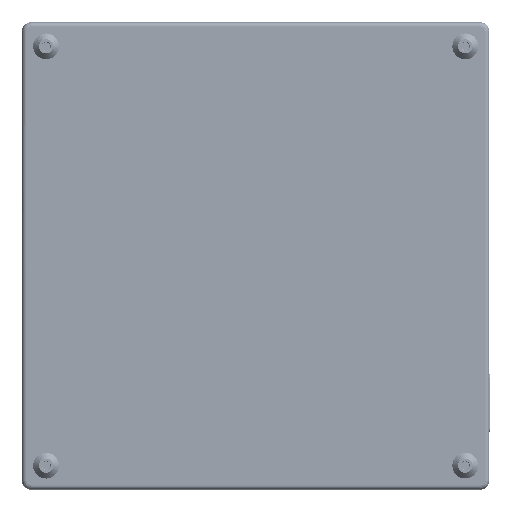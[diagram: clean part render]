
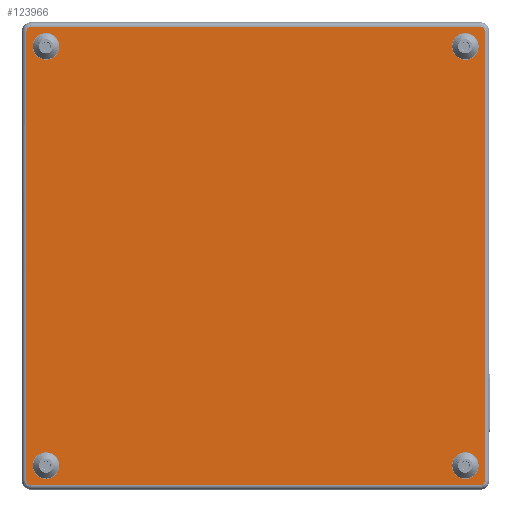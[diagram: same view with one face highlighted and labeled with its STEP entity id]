
A CAD part, front view. The second image highlights one B-rep face of the part: STEP entity #123966.
In plain terms, the highlighted free-form (B-spline) face has degree [1, 1] with [2, 2] control points.
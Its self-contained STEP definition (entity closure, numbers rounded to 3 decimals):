
#123203 = VERTEX_POINT('',#123204);
#123204 = CARTESIAN_POINT('',(23.501,0.,24.998));
#123222 = EDGE_CURVE('',#123203,#123203,#123223,.T.);
#123223 = ( BOUNDED_CURVE() B_SPLINE_CURVE(2,(#123224,#123225,#123226,
    #123227,#123228,#123229,#123230),.UNSPECIFIED.,.T.,.F.) 
B_SPLINE_CURVE_WITH_KNOTS((3,2,2,3),(3.142,5.236,
7.33,9.425),.PIECEWISE_BEZIER_KNOTS.) CURVE() 
GEOMETRIC_REPRESENTATION_ITEM() RATIONAL_B_SPLINE_CURVE((1.,0.5,1.,0.5,
1.,0.5,1.)) REPRESENTATION_ITEM('') );
#123224 = CARTESIAN_POINT('',(23.501,0.,24.998));
#123225 = CARTESIAN_POINT('',(26.093,0.,24.998));
#123226 = CARTESIAN_POINT('',(24.797,0.,22.752));
#123227 = CARTESIAN_POINT('',(23.501,0.,20.507));
#123228 = CARTESIAN_POINT('',(22.204,0.,22.752));
#123229 = CARTESIAN_POINT('',(20.908,0.,24.998));
#123230 = CARTESIAN_POINT('',(23.501,0.,24.998));
#123267 = VERTEX_POINT('',#123268);
#123268 = CARTESIAN_POINT('',(24.998,0.,-23.501));
#123286 = EDGE_CURVE('',#123267,#123267,#123287,.T.);
#123287 = ( BOUNDED_CURVE() B_SPLINE_CURVE(2,(#123288,#123289,#123290,
    #123291,#123292,#123293,#123294),.UNSPECIFIED.,.T.,.F.) 
B_SPLINE_CURVE_WITH_KNOTS((3,2,2,3),(3.142,5.236,
7.33,9.425),.PIECEWISE_BEZIER_KNOTS.) CURVE() 
GEOMETRIC_REPRESENTATION_ITEM() RATIONAL_B_SPLINE_CURVE((1.,0.5,1.,0.5,
1.,0.5,1.)) REPRESENTATION_ITEM('') );
#123288 = CARTESIAN_POINT('',(24.998,0.,-23.501));
#123289 = CARTESIAN_POINT('',(24.998,0.,-26.093));
#123290 = CARTESIAN_POINT('',(22.752,0.,-24.797));
#123291 = CARTESIAN_POINT('',(20.507,0.,-23.501));
#123292 = CARTESIAN_POINT('',(22.752,0.,-22.204));
#123293 = CARTESIAN_POINT('',(24.998,0.,-20.908));
#123294 = CARTESIAN_POINT('',(24.998,0.,-23.501));
#123331 = VERTEX_POINT('',#123332);
#123332 = CARTESIAN_POINT('',(-24.998,0.,23.501));
#123350 = EDGE_CURVE('',#123331,#123331,#123351,.T.);
#123351 = ( BOUNDED_CURVE() B_SPLINE_CURVE(2,(#123352,#123353,#123354,
    #123355,#123356,#123357,#123358),.UNSPECIFIED.,.T.,.F.) 
B_SPLINE_CURVE_WITH_KNOTS((3,2,2,3),(3.142,5.236,
7.33,9.425),.PIECEWISE_BEZIER_KNOTS.) CURVE() 
GEOMETRIC_REPRESENTATION_ITEM() RATIONAL_B_SPLINE_CURVE((1.,0.5,1.,0.5,
1.,0.5,1.)) REPRESENTATION_ITEM('') );
#123352 = CARTESIAN_POINT('',(-24.998,0.,23.501));
#123353 = CARTESIAN_POINT('',(-24.998,0.,26.093));
#123354 = CARTESIAN_POINT('',(-22.752,0.,24.797));
#123355 = CARTESIAN_POINT('',(-20.507,0.,23.501));
#123356 = CARTESIAN_POINT('',(-22.752,0.,22.204));
#123357 = CARTESIAN_POINT('',(-24.998,0.,20.908));
#123358 = CARTESIAN_POINT('',(-24.998,0.,23.501));
#123395 = VERTEX_POINT('',#123396);
#123396 = CARTESIAN_POINT('',(-23.501,0.,-24.998));
#123414 = EDGE_CURVE('',#123395,#123395,#123415,.T.);
#123415 = ( BOUNDED_CURVE() B_SPLINE_CURVE(2,(#123416,#123417,#123418,
    #123419,#123420,#123421,#123422),.UNSPECIFIED.,.T.,.F.) 
B_SPLINE_CURVE_WITH_KNOTS((3,2,2,3),(3.142,5.236,
7.33,9.425),.PIECEWISE_BEZIER_KNOTS.) CURVE() 
GEOMETRIC_REPRESENTATION_ITEM() RATIONAL_B_SPLINE_CURVE((1.,0.5,1.,0.5,
1.,0.5,1.)) REPRESENTATION_ITEM('') );
#123416 = CARTESIAN_POINT('',(-23.501,0.,-24.998));
#123417 = CARTESIAN_POINT('',(-26.093,0.,-24.998));
#123418 = CARTESIAN_POINT('',(-24.797,0.,-22.752));
#123419 = CARTESIAN_POINT('',(-23.501,0.,-20.507));
#123420 = CARTESIAN_POINT('',(-22.204,0.,-22.752));
#123421 = CARTESIAN_POINT('',(-20.908,0.,-24.998));
#123422 = CARTESIAN_POINT('',(-23.501,0.,-24.998));
#123469 = VERTEX_POINT('',#123470);
#123470 = CARTESIAN_POINT('',(-25.197,0.,25.696));
#123476 = EDGE_CURVE('',#123477,#123469,#123479,.T.);
#123477 = VERTEX_POINT('',#123478);
#123478 = CARTESIAN_POINT('',(-25.696,0.,25.197));
#123479 = ( BOUNDED_CURVE() B_SPLINE_CURVE(2,(#123480,#123481,#123482),
.UNSPECIFIED.,.F.,.F.) B_SPLINE_CURVE_WITH_KNOTS((3,3),(5.498,
7.069),.PIECEWISE_BEZIER_KNOTS.) CURVE() 
GEOMETRIC_REPRESENTATION_ITEM() RATIONAL_B_SPLINE_CURVE((1.,
0.707,1.)) REPRESENTATION_ITEM('') );
#123480 = CARTESIAN_POINT('',(-25.696,0.,25.197));
#123481 = CARTESIAN_POINT('',(-25.696,0.,25.696));
#123482 = CARTESIAN_POINT('',(-25.197,0.,25.696));
#123504 = VERTEX_POINT('',#123505);
#123505 = CARTESIAN_POINT('',(25.197,0.,25.696));
#123519 = EDGE_CURVE('',#123469,#123504,#123520,.T.);
#123520 = B_SPLINE_CURVE_WITH_KNOTS('',1,(#123521,#123522),
  .UNSPECIFIED.,.F.,.F.,(2,2),(-12.125,38.375),
  .PIECEWISE_BEZIER_KNOTS.);
#123521 = CARTESIAN_POINT('',(-25.197,0.,25.696));
#123522 = CARTESIAN_POINT('',(25.197,0.,25.696));
#123534 = EDGE_CURVE('',#123504,#123535,#123537,.T.);
#123535 = VERTEX_POINT('',#123536);
#123536 = CARTESIAN_POINT('',(25.696,0.,25.197));
#123537 = ( BOUNDED_CURVE() B_SPLINE_CURVE(2,(#123538,#123539,#123540),
.UNSPECIFIED.,.F.,.F.) B_SPLINE_CURVE_WITH_KNOTS((3,3),(5.498,
7.069),.PIECEWISE_BEZIER_KNOTS.) CURVE() 
GEOMETRIC_REPRESENTATION_ITEM() RATIONAL_B_SPLINE_CURVE((1.,
0.707,1.)) REPRESENTATION_ITEM('') );
#123538 = CARTESIAN_POINT('',(25.197,0.,25.696));
#123539 = CARTESIAN_POINT('',(25.696,0.,25.696));
#123540 = CARTESIAN_POINT('',(25.696,0.,25.197));
#123571 = VERTEX_POINT('',#123572);
#123572 = CARTESIAN_POINT('',(25.696,0.,-25.197));
#123586 = EDGE_CURVE('',#123535,#123571,#123587,.T.);
#123587 = B_SPLINE_CURVE_WITH_KNOTS('',1,(#123588,#123589),
  .UNSPECIFIED.,.F.,.F.,(2,2),(-12.125,38.375),
  .PIECEWISE_BEZIER_KNOTS.);
#123588 = CARTESIAN_POINT('',(25.696,0.,25.197));
#123589 = CARTESIAN_POINT('',(25.696,0.,-25.197));
#123601 = EDGE_CURVE('',#123571,#123602,#123604,.T.);
#123602 = VERTEX_POINT('',#123603);
#123603 = CARTESIAN_POINT('',(25.197,0.,-25.696));
#123604 = ( BOUNDED_CURVE() B_SPLINE_CURVE(2,(#123605,#123606,#123607),
.UNSPECIFIED.,.F.,.F.) B_SPLINE_CURVE_WITH_KNOTS((3,3),(5.498,
7.069),.PIECEWISE_BEZIER_KNOTS.) CURVE() 
GEOMETRIC_REPRESENTATION_ITEM() RATIONAL_B_SPLINE_CURVE((1.,
0.707,1.)) REPRESENTATION_ITEM('') );
#123605 = CARTESIAN_POINT('',(25.696,0.,-25.197));
#123606 = CARTESIAN_POINT('',(25.696,0.,-25.696));
#123607 = CARTESIAN_POINT('',(25.197,0.,-25.696));
#123638 = VERTEX_POINT('',#123639);
#123639 = CARTESIAN_POINT('',(-25.197,0.,-25.696));
#123653 = EDGE_CURVE('',#123602,#123638,#123654,.T.);
#123654 = B_SPLINE_CURVE_WITH_KNOTS('',1,(#123655,#123656),
  .UNSPECIFIED.,.F.,.F.,(2,2),(-12.125,38.375),
  .PIECEWISE_BEZIER_KNOTS.);
#123655 = CARTESIAN_POINT('',(25.197,0.,-25.696));
#123656 = CARTESIAN_POINT('',(-25.197,0.,-25.696));
#123668 = EDGE_CURVE('',#123638,#123669,#123671,.T.);
#123669 = VERTEX_POINT('',#123670);
#123670 = CARTESIAN_POINT('',(-25.696,0.,-25.197));
#123671 = ( BOUNDED_CURVE() B_SPLINE_CURVE(2,(#123672,#123673,#123674),
.UNSPECIFIED.,.F.,.F.) B_SPLINE_CURVE_WITH_KNOTS((3,3),(5.498,
7.069),.PIECEWISE_BEZIER_KNOTS.) CURVE() 
GEOMETRIC_REPRESENTATION_ITEM() RATIONAL_B_SPLINE_CURVE((1.,
0.707,1.)) REPRESENTATION_ITEM('') );
#123672 = CARTESIAN_POINT('',(-25.197,0.,-25.696));
#123673 = CARTESIAN_POINT('',(-25.696,0.,-25.696));
#123674 = CARTESIAN_POINT('',(-25.696,0.,-25.197));
#123705 = EDGE_CURVE('',#123669,#123477,#123706,.T.);
#123706 = B_SPLINE_CURVE_WITH_KNOTS('',1,(#123707,#123708),
  .UNSPECIFIED.,.F.,.F.,(2,2),(-12.125,38.375),
  .PIECEWISE_BEZIER_KNOTS.);
#123707 = CARTESIAN_POINT('',(-25.696,0.,-25.197));
#123708 = CARTESIAN_POINT('',(-25.696,0.,25.197));
#123966 = ADVANCED_FACE('',(#123967,#123977,#123980,#123983,#123986),
  #123989,.F.);
#123967 = FACE_BOUND('',#123968,.T.);
#123968 = EDGE_LOOP('',(#123969,#123970,#123971,#123972,#123973,#123974,
    #123975,#123976));
#123969 = ORIENTED_EDGE('',*,*,#123476,.F.);
#123970 = ORIENTED_EDGE('',*,*,#123705,.F.);
#123971 = ORIENTED_EDGE('',*,*,#123668,.F.);
#123972 = ORIENTED_EDGE('',*,*,#123653,.F.);
#123973 = ORIENTED_EDGE('',*,*,#123601,.F.);
#123974 = ORIENTED_EDGE('',*,*,#123586,.F.);
#123975 = ORIENTED_EDGE('',*,*,#123534,.F.);
#123976 = ORIENTED_EDGE('',*,*,#123519,.F.);
#123977 = FACE_BOUND('',#123978,.T.);
#123978 = EDGE_LOOP('',(#123979));
#123979 = ORIENTED_EDGE('',*,*,#123222,.T.);
#123980 = FACE_BOUND('',#123981,.T.);
#123981 = EDGE_LOOP('',(#123982));
#123982 = ORIENTED_EDGE('',*,*,#123286,.T.);
#123983 = FACE_BOUND('',#123984,.T.);
#123984 = EDGE_LOOP('',(#123985));
#123985 = ORIENTED_EDGE('',*,*,#123350,.T.);
#123986 = FACE_BOUND('',#123987,.T.);
#123987 = EDGE_LOOP('',(#123988));
#123988 = ORIENTED_EDGE('',*,*,#123414,.T.);
#123989 = B_SPLINE_SURFACE_WITH_KNOTS('',1,1,(
    (#123990,#123991)
    ,(#123992,#123993
    )),.UNSPECIFIED.,.F.,.F.,.F.,(2,2),(2,2),(-25.75,25.75),(-25.75,
    25.75),.PIECEWISE_BEZIER_KNOTS.);
#123990 = CARTESIAN_POINT('',(-25.696,0.,25.696));
#123991 = CARTESIAN_POINT('',(-25.696,0.,-25.696));
#123992 = CARTESIAN_POINT('',(25.696,0.,25.696));
#123993 = CARTESIAN_POINT('',(25.696,0.,-25.696));
